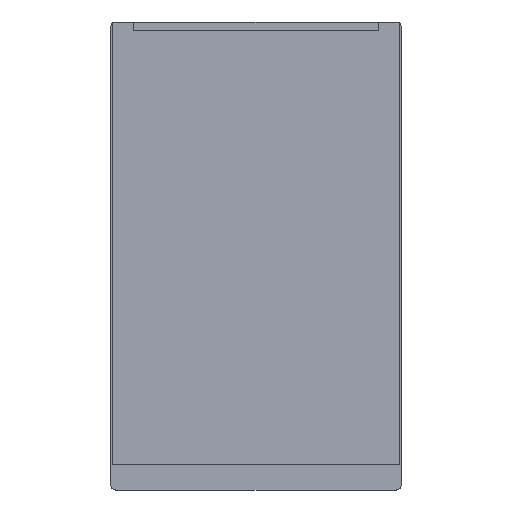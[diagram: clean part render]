
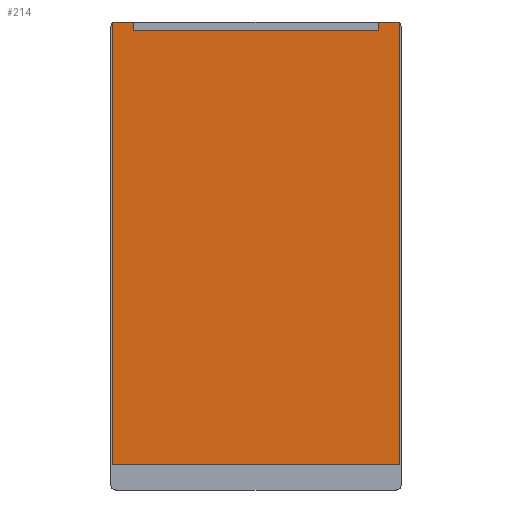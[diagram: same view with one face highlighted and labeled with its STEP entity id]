
A CAD part, front view. The second image highlights one B-rep face of the part: STEP entity #214.
In plain terms, the highlighted planar face has unit normal (0, -1, 0).
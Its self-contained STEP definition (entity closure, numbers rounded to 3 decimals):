
#20 = LINE ( 'NONE', #366, #1086 ) ;
#21 = LINE ( 'NONE', #41, #78 ) ;
#30 = VERTEX_POINT ( 'NONE', #921 ) ;
#31 = CARTESIAN_POINT ( 'NONE',  ( 23.28, 0., 42.035 ) ) ;
#39 = EDGE_CURVE ( 'NONE', #671, #30, #338, .T. ) ;
#41 = CARTESIAN_POINT ( 'NONE',  ( 27.28, 0., 42.035 ) ) ;
#56 = ORIENTED_EDGE ( 'NONE', *, *, #1075, .F. ) ;
#62 = VERTEX_POINT ( 'NONE', #597 ) ;
#78 = VECTOR ( 'NONE', #459, 1000. ) ;
#91 = ORIENTED_EDGE ( 'NONE', *, *, #39, .F. ) ;
#97 = VECTOR ( 'NONE', #119, 1000. ) ;
#116 = CARTESIAN_POINT ( 'NONE',  ( -23.28, 0., 40.465 ) ) ;
#119 = DIRECTION ( 'NONE',  ( 0., 0., 1. ) ) ;
#134 = VERTEX_POINT ( 'NONE', #580 ) ;
#147 = DIRECTION ( 'NONE',  ( 0., 0., -1. ) ) ;
#156 = EDGE_CURVE ( 'NONE', #30, #507, #861, .T. ) ;
#166 = ORIENTED_EDGE ( 'NONE', *, *, #187, .F. ) ;
#170 = CARTESIAN_POINT ( 'NONE',  ( -27.28, 0., 42.035 ) ) ;
#177 = CARTESIAN_POINT ( 'NONE',  ( -27.28, 0., -42.035 ) ) ;
#181 = CARTESIAN_POINT ( 'NONE',  ( 0., 0., 0. ) ) ;
#187 = EDGE_CURVE ( 'NONE', #507, #988, #262, .T. ) ;
#188 = FACE_OUTER_BOUND ( 'NONE', #566, .T. ) ;
#196 = PLANE ( 'NONE',  #976 ) ;
#214 = ADVANCED_FACE ( 'NONE', ( #188 ), #196, .T. ) ;
#220 = EDGE_CURVE ( 'NONE', #418, #1045, #783, .T. ) ;
#262 = LINE ( 'NONE', #772, #323 ) ;
#300 = LINE ( 'NONE', #31, #97 ) ;
#323 = VECTOR ( 'NONE', #1023, 1000. ) ;
#338 = LINE ( 'NONE', #663, #413 ) ;
#365 = DIRECTION ( 'NONE',  ( -1., 0., 0. ) ) ;
#366 = CARTESIAN_POINT ( 'NONE',  ( -23.28, 0., 42.035 ) ) ;
#367 = CARTESIAN_POINT ( 'NONE',  ( 27.28, 0., 42.035 ) ) ;
#413 = VECTOR ( 'NONE', #147, 1000. ) ;
#418 = VERTEX_POINT ( 'NONE', #667 ) ;
#440 = DIRECTION ( 'NONE',  ( 0., 0., -1. ) ) ;
#443 = DIRECTION ( 'NONE',  ( 1., 0., 0. ) ) ;
#452 = DIRECTION ( 'NONE',  ( 0., -1., 0. ) ) ;
#459 = DIRECTION ( 'NONE',  ( 1., 0., 0. ) ) ;
#475 = CARTESIAN_POINT ( 'NONE',  ( -27.28, 0., -42.035 ) ) ;
#507 = VERTEX_POINT ( 'NONE', #475 ) ;
#566 = EDGE_LOOP ( 'NONE', ( #734, #91, #913, #844, #677, #579, #56, #166 ) ) ;
#579 = ORIENTED_EDGE ( 'NONE', *, *, #807, .F. ) ;
#580 = CARTESIAN_POINT ( 'NONE',  ( 23.28, 0., 42.035 ) ) ;
#597 = CARTESIAN_POINT ( 'NONE',  ( -23.28, 0., 42.035 ) ) ;
#628 = DIRECTION ( 'NONE',  ( 1., 0., 0. ) ) ;
#633 = CARTESIAN_POINT ( 'NONE',  ( 23.28, 0., 40.465 ) ) ;
#644 = EDGE_CURVE ( 'NONE', #134, #671, #21, .T. ) ;
#663 = CARTESIAN_POINT ( 'NONE',  ( 27.28, 0., -42.035 ) ) ;
#667 = CARTESIAN_POINT ( 'NONE',  ( -23.28, 0., 40.465 ) ) ;
#671 = VERTEX_POINT ( 'NONE', #367 ) ;
#677 = ORIENTED_EDGE ( 'NONE', *, *, #220, .F. ) ;
#681 = VECTOR ( 'NONE', #723, 1000. ) ;
#719 = LINE ( 'NONE', #116, #681 ) ;
#723 = DIRECTION ( 'NONE',  ( 0., 0., -1. ) ) ;
#734 = ORIENTED_EDGE ( 'NONE', *, *, #156, .F. ) ;
#772 = CARTESIAN_POINT ( 'NONE',  ( -27.28, 0., 42.035 ) ) ;
#783 = LINE ( 'NONE', #858, #866 ) ;
#807 = EDGE_CURVE ( 'NONE', #62, #418, #719, .T. ) ;
#843 = EDGE_CURVE ( 'NONE', #1045, #134, #300, .T. ) ;
#844 = ORIENTED_EDGE ( 'NONE', *, *, #843, .F. ) ;
#858 = CARTESIAN_POINT ( 'NONE',  ( 23.28, 0., 40.465 ) ) ;
#861 = LINE ( 'NONE', #177, #1044 ) ;
#866 = VECTOR ( 'NONE', #443, 1000. ) ;
#913 = ORIENTED_EDGE ( 'NONE', *, *, #644, .F. ) ;
#921 = CARTESIAN_POINT ( 'NONE',  ( 27.28, 0., -42.035 ) ) ;
#976 = AXIS2_PLACEMENT_3D ( 'NONE', #181, #452, #440 ) ;
#988 = VERTEX_POINT ( 'NONE', #170 ) ;
#1023 = DIRECTION ( 'NONE',  ( 0., 0., 1. ) ) ;
#1044 = VECTOR ( 'NONE', #365, 1000. ) ;
#1045 = VERTEX_POINT ( 'NONE', #633 ) ;
#1075 = EDGE_CURVE ( 'NONE', #988, #62, #20, .T. ) ;
#1086 = VECTOR ( 'NONE', #628, 1000. ) ;
